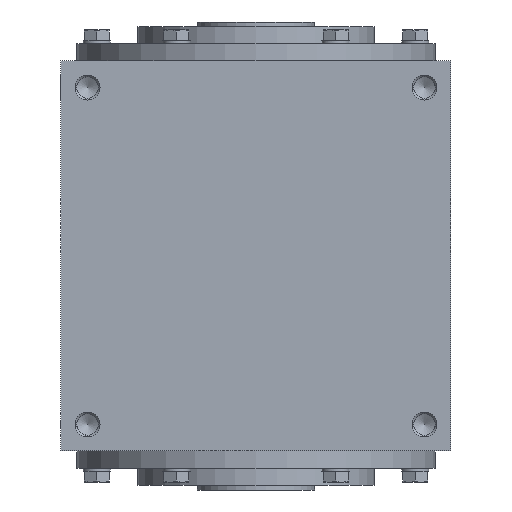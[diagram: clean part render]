
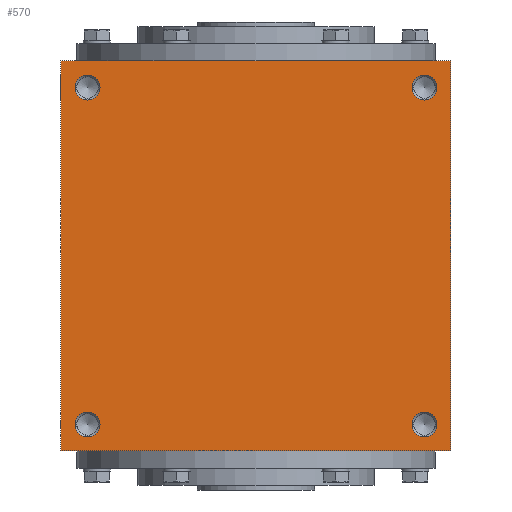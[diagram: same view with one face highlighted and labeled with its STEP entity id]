
A CAD part, left-side view. The second image highlights one B-rep face of the part: STEP entity #570.
In plain terms, the highlighted face is planar.
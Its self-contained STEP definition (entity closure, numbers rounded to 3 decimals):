
#570 = ADVANCED_FACE( '', ( #1156, #1157, #1158, #1159, #1160 ), #1161, .F. );
#1156 = FACE_BOUND( '', #1823, .T. );
#1157 = FACE_BOUND( '', #1824, .T. );
#1158 = FACE_BOUND( '', #1825, .T. );
#1159 = FACE_BOUND( '', #1826, .T. );
#1160 = FACE_OUTER_BOUND( '', #1827, .T. );
#1161 = PLANE( '', #1828 );
#1823 = EDGE_LOOP( '', ( #2800 ) );
#1824 = EDGE_LOOP( '', ( #2801 ) );
#1825 = EDGE_LOOP( '', ( #2802 ) );
#1826 = EDGE_LOOP( '', ( #2803 ) );
#1827 = EDGE_LOOP( '', ( #2804, #2805, #2806, #2807 ) );
#1828 = AXIS2_PLACEMENT_3D( '', #2808, #2809, #2810 );
#2800 = ORIENTED_EDGE( '', *, *, #3777, .F. );
#2801 = ORIENTED_EDGE( '', *, *, #3778, .T. );
#2802 = ORIENTED_EDGE( '', *, *, #3779, .F. );
#2803 = ORIENTED_EDGE( '', *, *, #3461, .T. );
#2804 = ORIENTED_EDGE( '', *, *, #3657, .F. );
#2805 = ORIENTED_EDGE( '', *, *, #3524, .F. );
#2806 = ORIENTED_EDGE( '', *, *, #3632, .F. );
#2807 = ORIENTED_EDGE( '', *, *, #3780, .F. );
#2808 = CARTESIAN_POINT( '', ( 0., 0., -125. ) );
#2809 = DIRECTION( '', ( 0., 0., 1. ) );
#2810 = DIRECTION( '', ( 1., 0., 0. ) );
#3461 = EDGE_CURVE( '', #3962, #3962, #3963, .T. );
#3524 = EDGE_CURVE( '', #4073, #4074, #4075, .T. );
#3632 = EDGE_CURVE( '', #4245, #4073, #4246, .T. );
#3657 = EDGE_CURVE( '', #4074, #4285, #4286, .T. );
#3777 = EDGE_CURVE( '', #4444, #4444, #4445, .T. );
#3778 = EDGE_CURVE( '', #4446, #4446, #4447, .T. );
#3779 = EDGE_CURVE( '', #4448, #4448, #4449, .T. );
#3780 = EDGE_CURVE( '', #4285, #4245, #4450, .T. );
#3962 = VERTEX_POINT( '', #4652 );
#3963 = CIRCLE( '', #4653, 8. );
#4073 = VERTEX_POINT( '', #4776 );
#4074 = VERTEX_POINT( '', #4777 );
#4075 = LINE( '', #4778, #4779 );
#4245 = VERTEX_POINT( '', #4974 );
#4246 = LINE( '', #4975, #4976 );
#4285 = VERTEX_POINT( '', #5017 );
#4286 = LINE( '', #5018, #5019 );
#4444 = VERTEX_POINT( '', #5242 );
#4445 = CIRCLE( '', #5243, 8. );
#4446 = VERTEX_POINT( '', #5244 );
#4447 = CIRCLE( '', #5245, 8. );
#4448 = VERTEX_POINT( '', #5246 );
#4449 = CIRCLE( '', #5247, 8. );
#4450 = LINE( '', #5248, #5249 );
#4652 = CARTESIAN_POINT( '', ( 116., -108., -125. ) );
#4653 = AXIS2_PLACEMENT_3D( '', #5562, #5563, #5564 );
#4776 = CARTESIAN_POINT( '', ( 125., 125., -125. ) );
#4777 = CARTESIAN_POINT( '', ( -125., 125., -125. ) );
#4778 = CARTESIAN_POINT( '', ( 125., 125., -125. ) );
#4779 = VECTOR( '', #5710, 1000. );
#4974 = CARTESIAN_POINT( '', ( 125., -125., -125. ) );
#4975 = CARTESIAN_POINT( '', ( 125., -125., -125. ) );
#4976 = VECTOR( '', #5905, 1000. );
#5017 = CARTESIAN_POINT( '', ( -125., -125., -125. ) );
#5018 = CARTESIAN_POINT( '', ( -125., 125., -125. ) );
#5019 = VECTOR( '', #5956, 1000. );
#5242 = CARTESIAN_POINT( '', ( -116., 108., -125. ) );
#5243 = AXIS2_PLACEMENT_3D( '', #6102, #6103, #6104 );
#5244 = CARTESIAN_POINT( '', ( 116., 108., -125. ) );
#5245 = AXIS2_PLACEMENT_3D( '', #6105, #6106, #6107 );
#5246 = CARTESIAN_POINT( '', ( -116., -108., -125. ) );
#5247 = AXIS2_PLACEMENT_3D( '', #6108, #6109, #6110 );
#5248 = CARTESIAN_POINT( '', ( -125., -125., -125. ) );
#5249 = VECTOR( '', #6111, 1000. );
#5562 = CARTESIAN_POINT( '', ( 108., -108., -125. ) );
#5563 = DIRECTION( '', ( 0., 0., 1. ) );
#5564 = DIRECTION( '', ( 1., 0., 0. ) );
#5710 = DIRECTION( '', ( -1., 0., 0. ) );
#5905 = DIRECTION( '', ( 0., 1., 0. ) );
#5956 = DIRECTION( '', ( 0., -1., 0. ) );
#6102 = CARTESIAN_POINT( '', ( -108., 108., -125. ) );
#6103 = DIRECTION( '', ( 0., 0., -1. ) );
#6104 = DIRECTION( '', ( -1., 0., 0. ) );
#6105 = CARTESIAN_POINT( '', ( 108., 108., -125. ) );
#6106 = DIRECTION( '', ( 0., 0., 1. ) );
#6107 = DIRECTION( '', ( 1., 0., 0. ) );
#6108 = CARTESIAN_POINT( '', ( -108., -108., -125. ) );
#6109 = DIRECTION( '', ( 0., 0., -1. ) );
#6110 = DIRECTION( '', ( -1., 0., 0. ) );
#6111 = DIRECTION( '', ( 1., 0., 0. ) );
